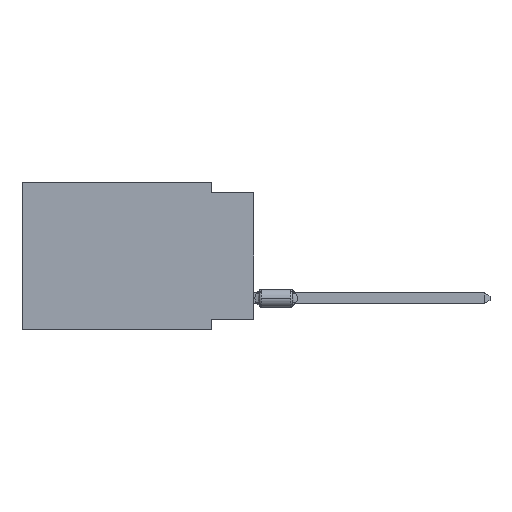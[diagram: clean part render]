
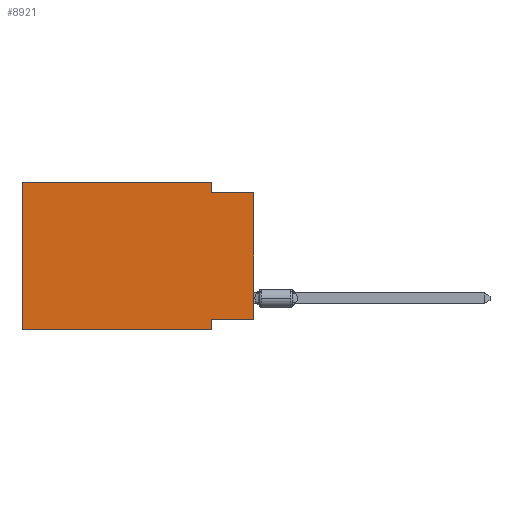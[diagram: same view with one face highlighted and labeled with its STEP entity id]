
A CAD part, left-side view. The second image highlights one B-rep face of the part: STEP entity #8921.
In plain terms, the highlighted planar face has unit normal (-1, 0, 0).
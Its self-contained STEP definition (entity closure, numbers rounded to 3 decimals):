
#670 = EDGE_LOOP ( 'NONE', ( #11025, #15982, #2663, #6628, #19946, #3195, #9632, #2797 ) ) ;
#1081 = VECTOR ( 'NONE', #20201, 1000. ) ;
#1651 = CARTESIAN_POINT ( 'NONE',  ( 0., 0., -0.635 ) ) ;
#2286 = CARTESIAN_POINT ( 'NONE',  ( 0., 13.97, 0. ) ) ;
#2663 = ORIENTED_EDGE ( 'NONE', *, *, #12921, .F. ) ;
#2797 = ORIENTED_EDGE ( 'NONE', *, *, #4385, .F. ) ;
#3150 = DIRECTION ( 'NONE',  ( 0., -1., 0. ) ) ;
#3195 = ORIENTED_EDGE ( 'NONE', *, *, #22476, .T. ) ;
#3342 = CARTESIAN_POINT ( 'NONE',  ( 0., 2.54, -8.255 ) ) ;
#3600 = CARTESIAN_POINT ( 'NONE',  ( 0., 13.97, 0. ) ) ;
#3706 = VERTEX_POINT ( 'NONE', #4132 ) ;
#3749 = LINE ( 'NONE', #20744, #7158 ) ;
#4132 = CARTESIAN_POINT ( 'NONE',  ( 0., 13.97, -8.89 ) ) ;
#4385 = EDGE_CURVE ( 'NONE', #21655, #15190, #3749, .T. ) ;
#4451 = VERTEX_POINT ( 'NONE', #17318 ) ;
#4932 = VERTEX_POINT ( 'NONE', #3600 ) ;
#6628 = ORIENTED_EDGE ( 'NONE', *, *, #22708, .F. ) ;
#6813 = CARTESIAN_POINT ( 'NONE',  ( 0., 2.54, -0.635 ) ) ;
#7158 = VECTOR ( 'NONE', #12350, 1000. ) ;
#7358 = AXIS2_PLACEMENT_3D ( 'NONE', #16793, #9248, #18745 ) ;
#7618 = CARTESIAN_POINT ( 'NONE',  ( 0., 2.54, 0. ) ) ;
#7776 = DIRECTION ( 'NONE',  ( 0., 0., 1. ) ) ;
#8318 = VERTEX_POINT ( 'NONE', #10320 ) ;
#8921 = ADVANCED_FACE ( 'NONE', ( #14647 ), #18522, .F. ) ;
#9248 = DIRECTION ( 'NONE',  ( 1., 0., 0. ) ) ;
#9605 = CARTESIAN_POINT ( 'NONE',  ( 0., 0., -8.255 ) ) ;
#9632 = ORIENTED_EDGE ( 'NONE', *, *, #12557, .F. ) ;
#9973 = LINE ( 'NONE', #20532, #16149 ) ;
#10320 = CARTESIAN_POINT ( 'NONE',  ( 0., 0., -0.635 ) ) ;
#10663 = VECTOR ( 'NONE', #21620, 1000. ) ;
#11025 = ORIENTED_EDGE ( 'NONE', *, *, #11901, .T. ) ;
#11901 = EDGE_CURVE ( 'NONE', #21655, #8318, #9973, .T. ) ;
#12350 = DIRECTION ( 'NONE',  ( 0., 1., 0. ) ) ;
#12557 = EDGE_CURVE ( 'NONE', #15190, #4451, #14526, .T. ) ;
#12673 = CARTESIAN_POINT ( 'NONE',  ( 0., 2.54, -8.89 ) ) ;
#12921 = EDGE_CURVE ( 'NONE', #14351, #17636, #19999, .T. ) ;
#13115 = VECTOR ( 'NONE', #7776, 1000. ) ;
#14351 = VERTEX_POINT ( 'NONE', #17455 ) ;
#14526 = LINE ( 'NONE', #12673, #10663 ) ;
#14647 = FACE_OUTER_BOUND ( 'NONE', #670, .T. ) ;
#15099 = CARTESIAN_POINT ( 'NONE',  ( 0., 13.97, 0. ) ) ;
#15190 = VERTEX_POINT ( 'NONE', #3342 ) ;
#15982 = ORIENTED_EDGE ( 'NONE', *, *, #18978, .F. ) ;
#16149 = VECTOR ( 'NONE', #16985, 1000. ) ;
#16793 = CARTESIAN_POINT ( 'NONE',  ( 0., 13.97, 0. ) ) ;
#16985 = DIRECTION ( 'NONE',  ( 0., 0., 1. ) ) ;
#17318 = CARTESIAN_POINT ( 'NONE',  ( 0., 2.54, -8.89 ) ) ;
#17455 = CARTESIAN_POINT ( 'NONE',  ( 0., 2.54, 0. ) ) ;
#17636 = VERTEX_POINT ( 'NONE', #6813 ) ;
#17910 = VECTOR ( 'NONE', #3150, 1000. ) ;
#18014 = VECTOR ( 'NONE', #19546, 1000. ) ;
#18042 = LINE ( 'NONE', #2286, #1081 ) ;
#18522 = PLANE ( 'NONE',  #7358 ) ;
#18745 = DIRECTION ( 'NONE',  ( 0., 0., -1. ) ) ;
#18920 = EDGE_CURVE ( 'NONE', #3706, #4932, #22092, .T. ) ;
#18978 = EDGE_CURVE ( 'NONE', #17636, #8318, #22654, .T. ) ;
#19421 = VECTOR ( 'NONE', #22269, 1000. ) ;
#19546 = DIRECTION ( 'NONE',  ( 0., 0., -1. ) ) ;
#19946 = ORIENTED_EDGE ( 'NONE', *, *, #18920, .F. ) ;
#19999 = LINE ( 'NONE', #7618, #18014 ) ;
#20201 = DIRECTION ( 'NONE',  ( 0., -1., 0. ) ) ;
#20532 = CARTESIAN_POINT ( 'NONE',  ( 0., 0., 0. ) ) ;
#20744 = CARTESIAN_POINT ( 'NONE',  ( 0., 0., -8.255 ) ) ;
#21620 = DIRECTION ( 'NONE',  ( 0., 0., -1. ) ) ;
#21655 = VERTEX_POINT ( 'NONE', #9605 ) ;
#22092 = LINE ( 'NONE', #15099, #13115 ) ;
#22269 = DIRECTION ( 'NONE',  ( 0., -1., 0. ) ) ;
#22384 = CARTESIAN_POINT ( 'NONE',  ( 0., 13.97, -8.89 ) ) ;
#22476 = EDGE_CURVE ( 'NONE', #3706, #4451, #22495, .T. ) ;
#22495 = LINE ( 'NONE', #22384, #19421 ) ;
#22654 = LINE ( 'NONE', #1651, #17910 ) ;
#22708 = EDGE_CURVE ( 'NONE', #4932, #14351, #18042, .T. ) ;
